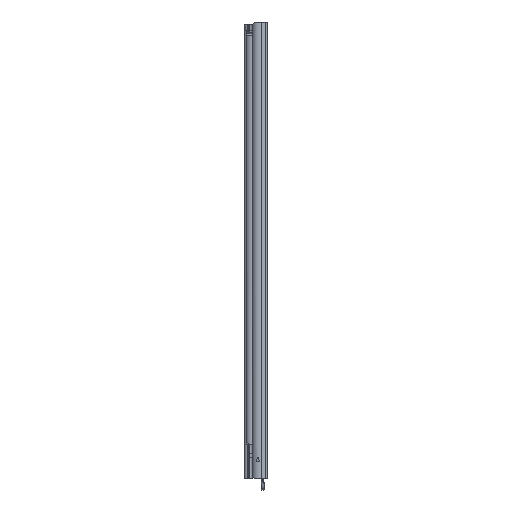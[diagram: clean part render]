
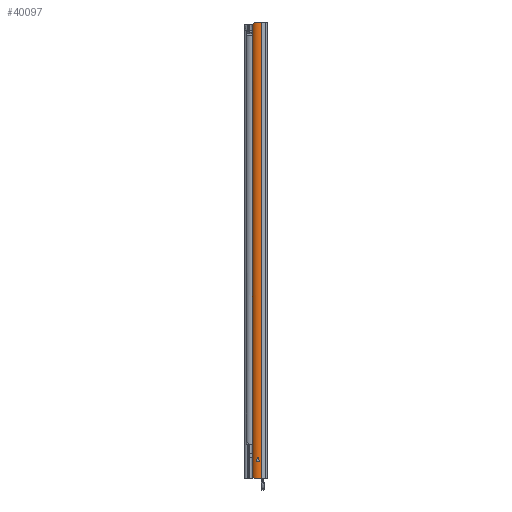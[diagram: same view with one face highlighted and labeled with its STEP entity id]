
A CAD part, left-side view. The second image highlights one B-rep face of the part: STEP entity #40097.
In plain terms, the highlighted cylindrical face has radius 6.75 mm (diameter 13.5 mm), a partial arc.
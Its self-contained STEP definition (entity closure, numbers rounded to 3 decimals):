
#514=FACE_BOUND('',#4571,.T.);
#600=ELLIPSE('',#42813,168.885,6.75);
#1956=B_SPLINE_CURVE_WITH_KNOTS('',3,(#62458,#62459,#62460,#62461,#62462,
#62463,#62464,#62465,#62466,#62467,#62468,#62469),.UNSPECIFIED.,.F.,.F.,
(4,2,2,2,2,4),(-0.862,-0.647,-0.433,
-0.216,-0.108,0.),.UNSPECIFIED.);
#1959=B_SPLINE_CURVE_WITH_KNOTS('',3,(#62501,#62502,#62503,#62504,#62505,
#62506,#62507,#62508,#62509,#62510,#62511,#62512),.UNSPECIFIED.,.F.,.F.,
(4,2,2,2,2,4),(0.,0.108,0.216,0.433,
0.647,0.862),.UNSPECIFIED.);
#2411=FACE_OUTER_BOUND('',#4570,.T.);
#4570=EDGE_LOOP('',(#27575,#27576,#27577,#27578,#27579,#27580));
#4571=EDGE_LOOP('',(#27581,#27582));
#6835=LINE('',#62527,#10772);
#6837=LINE('',#62530,#10774);
#10772=VECTOR('',#47623,10.);
#10774=VECTOR('',#47627,10.);
#14579=CIRCLE('',#42684,6.75);
#14633=CIRCLE('',#42811,6.75);
#14638=CIRCLE('',#42842,6.75);
#16485=VERTEX_POINT('',#60868);
#16486=VERTEX_POINT('',#60870);
#16623=VERTEX_POINT('',#61343);
#16624=VERTEX_POINT('',#61344);
#16661=VERTEX_POINT('',#62456);
#16666=VERTEX_POINT('',#62498);
#16667=VERTEX_POINT('',#62500);
#16671=VERTEX_POINT('',#62526);
#20660=EDGE_CURVE('',#16486,#16485,#14579,.T.);
#20865=EDGE_CURVE('',#16623,#16624,#14633,.T.);
#20867=EDGE_CURVE('',#16623,#16624,#600,.T.);
#20924=EDGE_CURVE('',#16485,#16661,#1956,.T.);
#20930=EDGE_CURVE('',#16667,#16666,#1959,.T.);
#20938=EDGE_CURVE('',#16671,#16486,#6835,.T.);
#20940=EDGE_CURVE('',#16667,#16661,#6837,.T.);
#20941=EDGE_CURVE('',#16666,#16671,#14638,.T.);
#27575=ORIENTED_EDGE('',*,*,#20940,.F.);
#27576=ORIENTED_EDGE('',*,*,#20930,.T.);
#27577=ORIENTED_EDGE('',*,*,#20941,.T.);
#27578=ORIENTED_EDGE('',*,*,#20938,.T.);
#27579=ORIENTED_EDGE('',*,*,#20660,.T.);
#27580=ORIENTED_EDGE('',*,*,#20924,.T.);
#27581=ORIENTED_EDGE('',*,*,#20867,.F.);
#27582=ORIENTED_EDGE('',*,*,#20865,.T.);
#39088=CYLINDRICAL_SURFACE('',#42841,6.75);
#40097=ADVANCED_FACE('',(#2411,#514),#39088,.T.);
#42684=AXIS2_PLACEMENT_3D('',#60871,#47144,#47145);
#42811=AXIS2_PLACEMENT_3D('',#61345,#47536,#47537);
#42813=AXIS2_PLACEMENT_3D('',#61348,#47541,#47542);
#42841=AXIS2_PLACEMENT_3D('',#62529,#47625,#47626);
#42842=AXIS2_PLACEMENT_3D('',#62531,#47628,#47629);
#47144=DIRECTION('center_axis',(0.,0.,-1.));
#47145=DIRECTION('ref_axis',(-0.428,0.904,0.));
#47536=DIRECTION('center_axis',(0.,0.,-1.));
#47537=DIRECTION('ref_axis',(-0.428,0.904,0.));
#47541=DIRECTION('center_axis',(-0.999,0.,-0.04));
#47542=DIRECTION('ref_axis',(0.04,0.,-0.999));
#47623=DIRECTION('',(0.,0.,1.));
#47625=DIRECTION('center_axis',(0.,0.,1.));
#47626=DIRECTION('ref_axis',(-0.428,0.904,0.));
#47627=DIRECTION('',(0.,0.,1.));
#47628=DIRECTION('center_axis',(0.,0.,1.));
#47629=DIRECTION('ref_axis',(-0.428,0.904,0.));
#60868=CARTESIAN_POINT('',(-35.36,11.5,500.));
#60870=CARTESIAN_POINT('',(-34.229,6.528,500.));
#60871=CARTESIAN_POINT('Origin',(-28.7,10.4,500.));
#61343=CARTESIAN_POINT('',(-35.25,8.769,18.5));
#61344=CARTESIAN_POINT('',(-35.25,12.031,18.5));
#61345=CARTESIAN_POINT('Origin',(-28.7,10.4,18.5));
#61348=CARTESIAN_POINT('Origin',(-28.7,10.4,-145.25));
#62456=CARTESIAN_POINT('',(-31.59,16.5,495.));
#62458=CARTESIAN_POINT('Ctrl Pts',(-35.36,11.5,500.));
#62459=CARTESIAN_POINT('Ctrl Pts',(-35.243,12.206,500.));
#62460=CARTESIAN_POINT('Ctrl Pts',(-35.004,12.914,499.844));
#62461=CARTESIAN_POINT('Ctrl Pts',(-34.352,14.156,499.291));
#62462=CARTESIAN_POINT('Ctrl Pts',(-33.942,14.69,498.895));
#62463=CARTESIAN_POINT('Ctrl Pts',(-33.14,15.517,498.037));
#62464=CARTESIAN_POINT('Ctrl Pts',(-32.682,15.869,497.511));
#62465=CARTESIAN_POINT('Ctrl Pts',(-32.103,16.234,496.64));
#62466=CARTESIAN_POINT('Ctrl Pts',(-31.929,16.329,496.336));
#62467=CARTESIAN_POINT('Ctrl Pts',(-31.672,16.462,495.697));
#62468=CARTESIAN_POINT('Ctrl Pts',(-31.59,16.5,495.361));
#62469=CARTESIAN_POINT('Ctrl Pts',(-31.59,16.5,495.));
#62498=CARTESIAN_POINT('',(-35.36,11.5,0.));
#62500=CARTESIAN_POINT('',(-31.59,16.5,5.));
#62501=CARTESIAN_POINT('Ctrl Pts',(-31.59,16.5,5.));
#62502=CARTESIAN_POINT('Ctrl Pts',(-31.59,16.5,4.639));
#62503=CARTESIAN_POINT('Ctrl Pts',(-31.672,16.462,4.303));
#62504=CARTESIAN_POINT('Ctrl Pts',(-31.929,16.329,3.664));
#62505=CARTESIAN_POINT('Ctrl Pts',(-32.103,16.234,3.36));
#62506=CARTESIAN_POINT('Ctrl Pts',(-32.682,15.869,2.489));
#62507=CARTESIAN_POINT('Ctrl Pts',(-33.14,15.517,1.963));
#62508=CARTESIAN_POINT('Ctrl Pts',(-33.942,14.69,1.105));
#62509=CARTESIAN_POINT('Ctrl Pts',(-34.352,14.156,0.709));
#62510=CARTESIAN_POINT('Ctrl Pts',(-35.004,12.914,0.156));
#62511=CARTESIAN_POINT('Ctrl Pts',(-35.243,12.206,0.));
#62512=CARTESIAN_POINT('Ctrl Pts',(-35.36,11.5,0.));
#62526=CARTESIAN_POINT('',(-34.229,6.528,0.));
#62527=CARTESIAN_POINT('',(-34.229,6.528,0.));
#62529=CARTESIAN_POINT('Origin',(-28.7,10.4,0.));
#62530=CARTESIAN_POINT('',(-31.59,16.5,0.));
#62531=CARTESIAN_POINT('Origin',(-28.7,10.4,0.));
